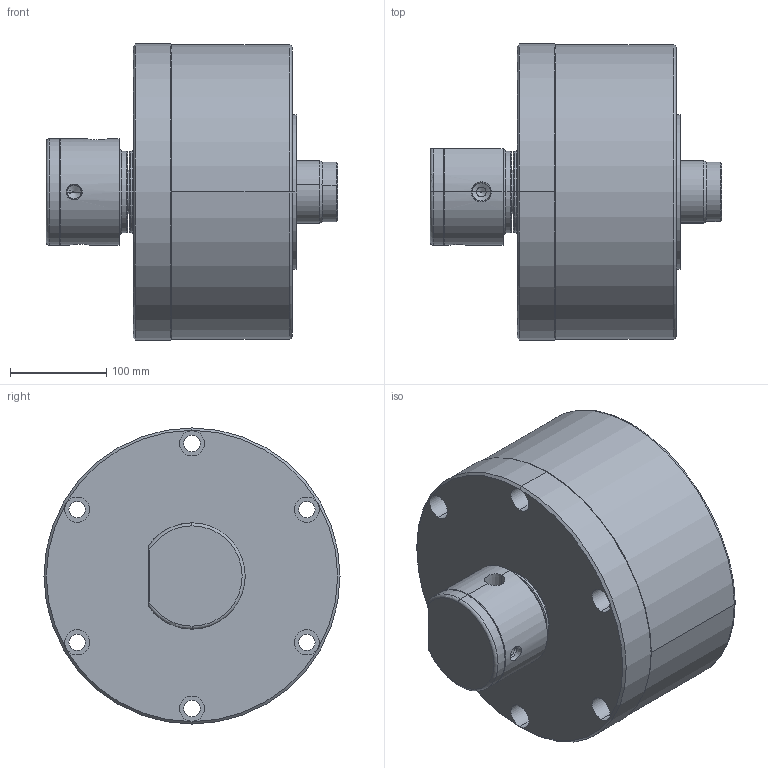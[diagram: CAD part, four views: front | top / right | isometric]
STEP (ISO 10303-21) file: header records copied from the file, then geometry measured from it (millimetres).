
FILE_DESCRIPTION (( 'STEP AP203' ), '1' );
FILE_NAME ('RK-250.STEP', '2011-03-15T06:16:34', ( 'user' ), ( '' ), 'SwSTEP 2.0', 'SolidWorks 2010', '' );
FILE_SCHEMA (( 'CONFIG_CONTROL_DESIGN' ));
Length unit declared in the file: millimetre
Products named in the file (6): RK-250 活塞; RK-250; RK-250閥體; RK-250閥蓋; RK-250閥軸; RE-250缸體
Assembly tree (5 placements, depth 2):
  RK-250
    RK-250 活塞
    RE-250缸體
    RK-250閥體
    RK-250閥蓋
    RK-250閥軸
Bounding box: 302.33 x 307 x 307 mm (x, y, z)
Volume: 9729277.4 mm3; surface area: 853673.2 mm2
Topology: 5 solids, 5 shells, 277 faces, 618 edges, 362 vertices
Faces by surface type: cylinder 136, cone 79, plane 45, torus 15, bspline 2
Entity records: 8666 total; most frequent: CARTESIAN_POINT 1757, DIRECTION 1466, ORIENTED_EDGE 1180, AXIS2_PLACEMENT_3D 619, EDGE_CURVE 590, VERTEX_POINT 362, EDGE_LOOP 348, CIRCLE 336
